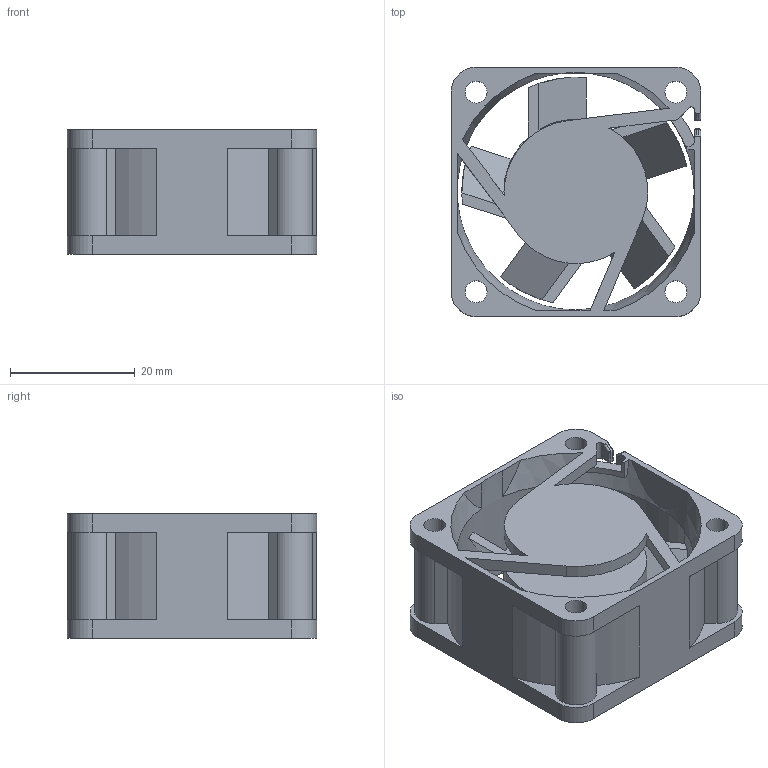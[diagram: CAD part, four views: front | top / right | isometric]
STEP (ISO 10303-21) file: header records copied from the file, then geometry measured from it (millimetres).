
FILE_DESCRIPTION((''),'2;1');
FILE_NAME('EFB0412VHD-SP05','2016-10-25T',('DURANT.QIAN'),(''),'PRO/ENGINEER BY PARAMETRIC TECHNOLOGY CORPORATION, 2012480','PRO/ENGINEER BY PARAMETRIC TECHNOLOGY CORPORATION, 2012480','');
FILE_SCHEMA(('CONFIG_CONTROL_DESIGN'));
Length unit declared in the file: millimetre
Products named in the file (1): EFB0412VHD-SP05
Bounding box: 40 x 40 x 20 mm (x, y, z)
Volume: 12307.4 mm3; surface area: 11397.2 mm2
Topology: 2 solids, 2 shells, 139 faces, 422 edges, 280 vertices
Faces by surface type: plane 73, cylinder 58, cone 4, sphere 4
Entity records: 5140 total; most frequent: CARTESIAN_POINT 1308, ORIENTED_EDGE 836, DIRECTION 765, EDGE_CURVE 418, VERTEX_POINT 280, AXIS2_PLACEMENT_3D 276, VECTOR 213, LINE 213
